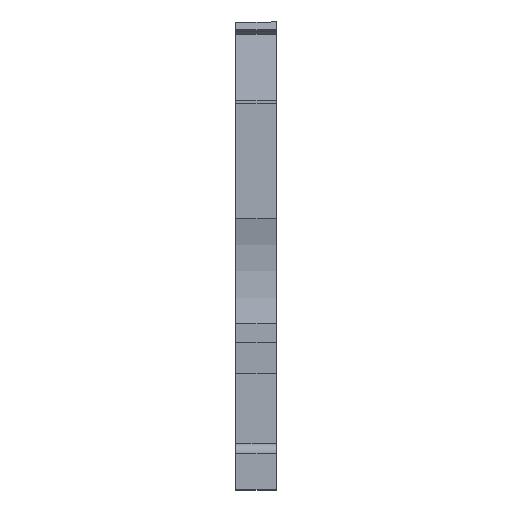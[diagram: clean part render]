
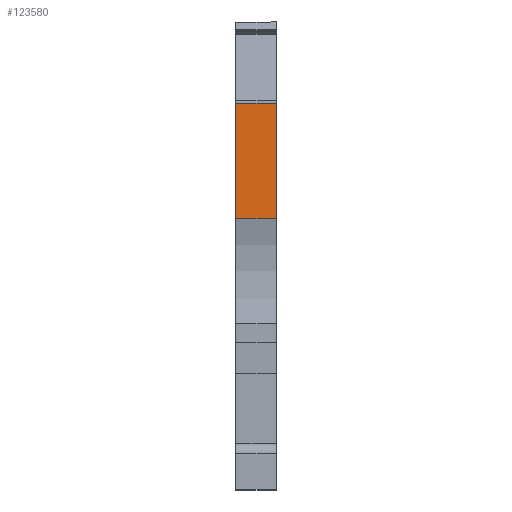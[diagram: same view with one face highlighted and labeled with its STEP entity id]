
A CAD part, front view. The second image highlights one B-rep face of the part: STEP entity #123580.
In plain terms, the highlighted face is planar.
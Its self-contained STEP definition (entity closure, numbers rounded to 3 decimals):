
#3200=CARTESIAN_POINT('',(5.548,6.551,
0.));
#3210=VERTEX_POINT('',#3200);
#3240=CARTESIAN_POINT('',(5.286,8.691,
0.));
#3250=DIRECTION('',(0.122,-0.993,
0.));
#3260=VECTOR('',#3250,1.);
#3270=LINE('',#3240,#3260);
#3280=CARTESIAN_POINT('',(4.347,16.339,
0.));
#3290=VERTEX_POINT('',#3280);
#3300=EDGE_CURVE('',#3290,#3210,#3270,.T.);
#19830=CARTESIAN_POINT('',(4.347,16.339,
-3.5));
#19840=VERTEX_POINT('',#19830);
#19870=CARTESIAN_POINT('',(5.286,8.691,
-3.5));
#19880=DIRECTION('',(0.122,-0.993,
0.));
#19890=VECTOR('',#19880,1.);
#19900=LINE('',#19870,#19890);
#19910=CARTESIAN_POINT('',(5.548,6.551,
-3.5));
#19920=VERTEX_POINT('',#19910);
#19930=EDGE_CURVE('',#19840,#19920,#19900,.T.);
#123260=CARTESIAN_POINT('',(4.347,16.339,
-3.5));
#123270=DIRECTION('',(0.,0.,-1.));
#123280=VECTOR('',#123270,1.);
#123290=LINE('',#123260,#123280);
#123300=EDGE_CURVE('',#3290,#19840,#123290,.T.);
#123420=CARTESIAN_POINT('',(4.381,16.061,
-3.5));
#123430=DIRECTION('',(0.993,0.122,
0.));
#123440=DIRECTION('',(-0.122,0.993,
0.));
#123450=AXIS2_PLACEMENT_3D('',#123420,#123430,#123440);
#123460=PLANE('',#123450);
#123470=CARTESIAN_POINT('',(5.548,6.551,
-3.5));
#123480=DIRECTION('',(0.,0.,1.));
#123490=VECTOR('',#123480,1.);
#123500=LINE('',#123470,#123490);
#123510=EDGE_CURVE('',#19920,#3210,#123500,.T.);
#123520=ORIENTED_EDGE('',*,*,#123510,.T.);
#123530=ORIENTED_EDGE('',*,*,#19930,.T.);
#123540=ORIENTED_EDGE('',*,*,#123300,.T.);
#123550=ORIENTED_EDGE('',*,*,#3300,.F.);
#123560=EDGE_LOOP('',(#123550,#123540,#123530,#123520));
#123570=FACE_OUTER_BOUND('',#123560,.T.);
#123580=ADVANCED_FACE('',(#123570),#123460,.F.);
